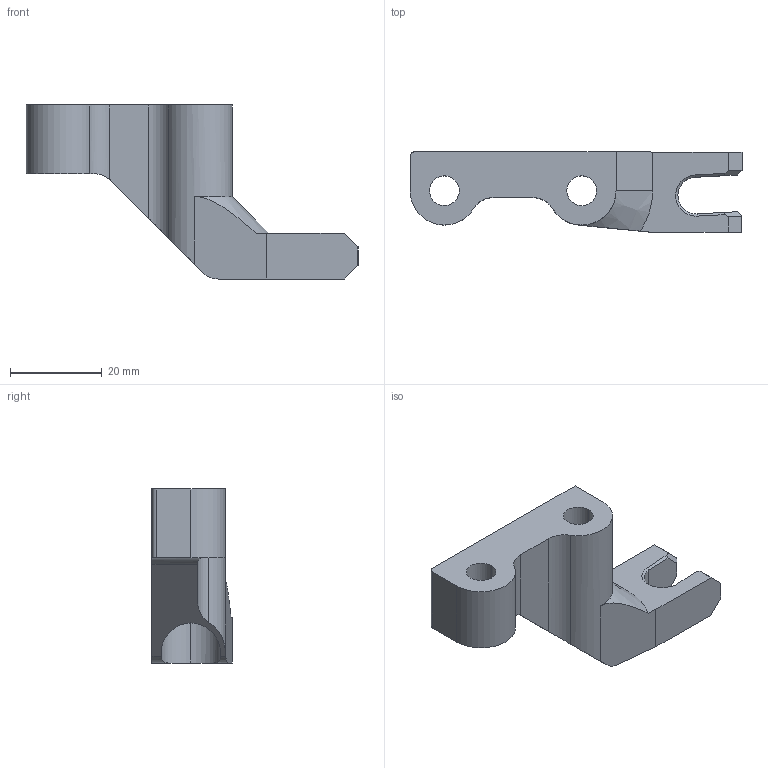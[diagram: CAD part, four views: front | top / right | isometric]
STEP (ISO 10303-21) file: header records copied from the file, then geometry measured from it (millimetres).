
FILE_DESCRIPTION (( 'STEP AP214' ), '1' );
FILE_NAME ('Fourche coque ar G.STEP', '2023-06-27T08:27:08', ( '' ), ( '' ), 'SwSTEP 2.0', 'SolidWorks 2023', '' );
FILE_SCHEMA (( 'AUTOMOTIVE_DESIGN' ));
Length unit declared in the file: millimetre
Products named in the file (1): Fourche coque ar G
Bounding box: 72.5 x 17.5 x 38 mm (x, y, z)
Volume: 14584.2 mm3; surface area: 6913 mm2
Topology: 1 solids, 1 shells, 51 faces, 141 edges, 92 vertices
Faces by surface type: plane 31, cylinder 16, cone 4
Entity records: 1696 total; most frequent: CARTESIAN_POINT 354, ORIENTED_EDGE 282, DIRECTION 268, EDGE_CURVE 141, VECTOR 100, LINE 100, VERTEX_POINT 92, AXIS2_PLACEMENT_3D 84
